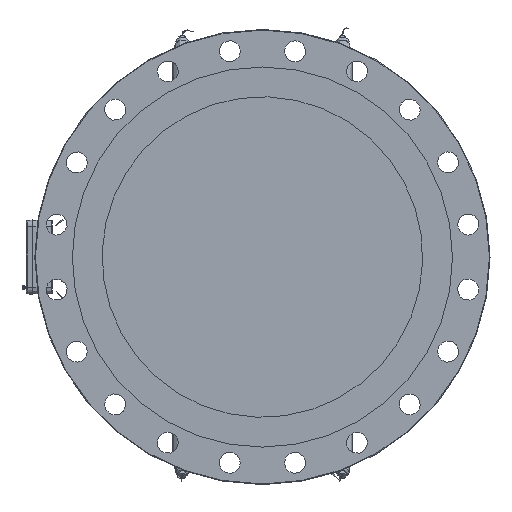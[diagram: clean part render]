
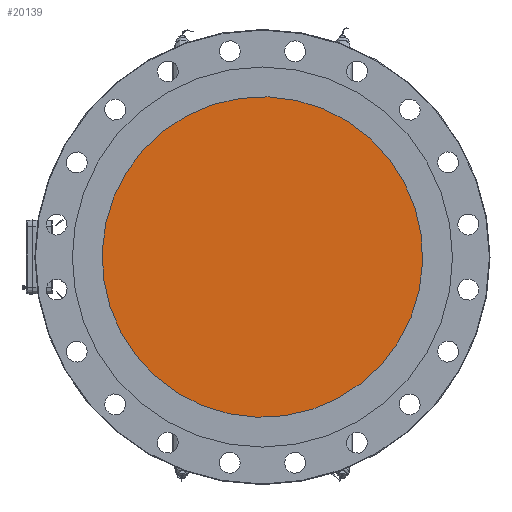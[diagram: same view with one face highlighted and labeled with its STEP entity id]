
A CAD part, left-side view. The second image highlights one B-rep face of the part: STEP entity #20139.
In plain terms, the highlighted planar face has unit normal (-1, 0, 0).
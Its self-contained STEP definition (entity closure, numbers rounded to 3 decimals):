
#1599=FACE_OUTER_BOUND('',#2815,.T.);
#2815=EDGE_LOOP('',(#17159));
#3433=CIRCLE('',#21711,250.);
#9309=VERTEX_POINT('',#38186);
#11943=EDGE_CURVE('',#9309,#9309,#3433,.T.);
#17159=ORIENTED_EDGE('',*,*,#11943,.T.);
#18071=PLANE('',#21717);
#20139=ADVANCED_FACE('',(#1599),#18071,.T.);
#21711=AXIS2_PLACEMENT_3D('',#38187,#26740,#26741);
#21717=AXIS2_PLACEMENT_3D('',#38195,#26752,#26753);
#26740=DIRECTION('center_axis',(-1.,0.,0.));
#26741=DIRECTION('ref_axis',(0.,0.309,0.951));
#26752=DIRECTION('center_axis',(-1.,0.,0.));
#26753=DIRECTION('ref_axis',(0.,0.,-1.));
#38186=CARTESIAN_POINT('',(-377.,77.254,237.764));
#38187=CARTESIAN_POINT('Origin',(-377.,0.,0.));
#38195=CARTESIAN_POINT('Origin',(-377.,0.,0.));
